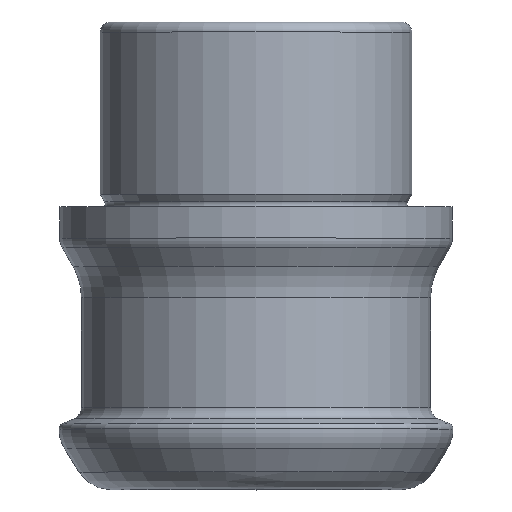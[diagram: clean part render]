
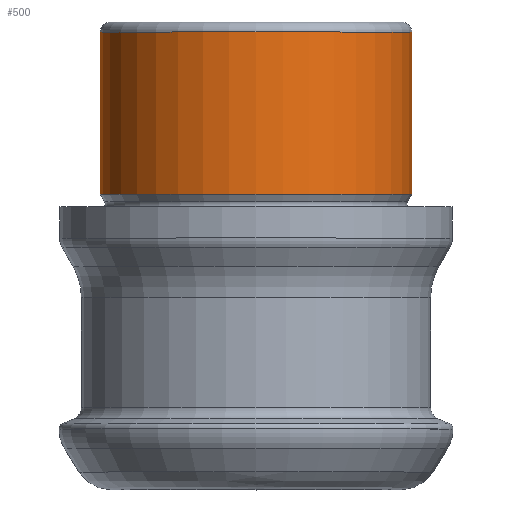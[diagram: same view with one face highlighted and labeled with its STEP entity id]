
A CAD part, top view. The second image highlights one B-rep face of the part: STEP entity #500.
In plain terms, the highlighted cylindrical face has radius 12.5 mm (diameter 25 mm), a full revolution.
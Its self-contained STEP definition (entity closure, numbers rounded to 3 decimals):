
#24 = DIRECTION ( 'NONE',  ( 0., 1., 0. ) ) ;
#28 = CARTESIAN_POINT ( 'NONE',  ( 0., 23.7, 0. ) ) ;
#41 = ORIENTED_EDGE ( 'NONE', *, *, #386, .T. ) ;
#48 = EDGE_CURVE ( 'NONE', #455, #455, #584, .T. ) ;
#105 = VERTEX_POINT ( 'NONE', #222 ) ;
#108 = AXIS2_PLACEMENT_3D ( 'NONE', #28, #342, #453 ) ;
#134 = CARTESIAN_POINT ( 'NONE',  ( 0., 36.7, 0. ) ) ;
#146 = DIRECTION ( 'NONE',  ( 0., 1., 0. ) ) ;
#160 = CYLINDRICAL_SURFACE ( 'NONE', #559, 12.5 ) ;
#196 = DIRECTION ( 'NONE',  ( 0., 0., 1. ) ) ;
#222 = CARTESIAN_POINT ( 'NONE',  ( 0., 23.7, 12.5 ) ) ;
#248 = CARTESIAN_POINT ( 'NONE',  ( 0., 39.647, 0. ) ) ;
#291 = DIRECTION ( 'NONE',  ( 0., 0., 1. ) ) ;
#331 = EDGE_LOOP ( 'NONE', ( #660 ) ) ;
#342 = DIRECTION ( 'NONE',  ( 0., 1., 0. ) ) ;
#369 = EDGE_LOOP ( 'NONE', ( #41 ) ) ;
#372 = CIRCLE ( 'NONE', #108, 12.5 ) ;
#386 = EDGE_CURVE ( 'NONE', #105, #105, #372, .T. ) ;
#414 = FACE_OUTER_BOUND ( 'NONE', #369, .T. ) ;
#420 = AXIS2_PLACEMENT_3D ( 'NONE', #134, #24, #291 ) ;
#453 = DIRECTION ( 'NONE',  ( 0., 0., 1. ) ) ;
#455 = VERTEX_POINT ( 'NONE', #581 ) ;
#500 = ADVANCED_FACE ( 'NONE', ( #578, #414 ), #160, .T. ) ;
#559 = AXIS2_PLACEMENT_3D ( 'NONE', #248, #146, #196 ) ;
#578 = FACE_OUTER_BOUND ( 'NONE', #331, .T. ) ;
#581 = CARTESIAN_POINT ( 'NONE',  ( 0., 36.7, 12.5 ) ) ;
#584 = CIRCLE ( 'NONE', #420, 12.5 ) ;
#660 = ORIENTED_EDGE ( 'NONE', *, *, #48, .F. ) ;
